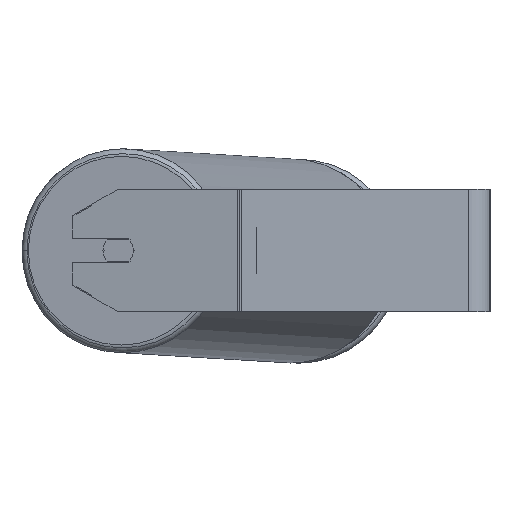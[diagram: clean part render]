
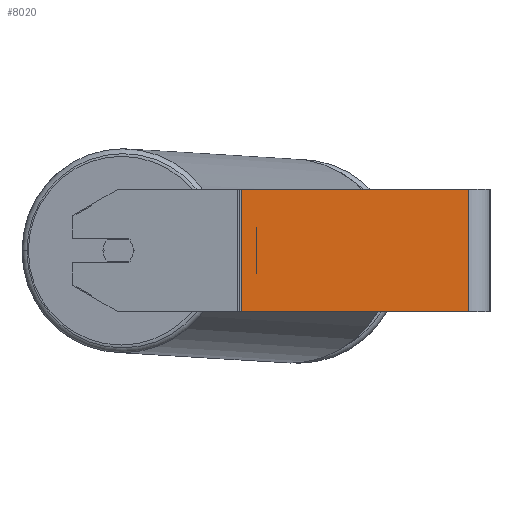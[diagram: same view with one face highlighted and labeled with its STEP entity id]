
A CAD part, left-side view. The second image highlights one B-rep face of the part: STEP entity #8020.
In plain terms, the highlighted planar face has unit normal (-1, 0, 0).
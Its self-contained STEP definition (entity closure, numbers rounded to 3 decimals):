
#329 = ORIENTED_EDGE ( 'NONE', *, *, #7375, .T. ) ;
#594 = ORIENTED_EDGE ( 'NONE', *, *, #1838, .F. ) ;
#597 = CARTESIAN_POINT ( 'NONE',  ( -1010., 163.415, 40. ) ) ;
#623 = VECTOR ( 'NONE', #8332, 1000. ) ;
#1234 = AXIS2_PLACEMENT_3D ( 'NONE', #597, #2014, #2581 ) ;
#1336 = VERTEX_POINT ( 'NONE', #6294 ) ;
#1383 = VERTEX_POINT ( 'NONE', #4344 ) ;
#1520 = VERTEX_POINT ( 'NONE', #3976 ) ;
#1537 = LINE ( 'NONE', #4215, #3825 ) ;
#1838 = EDGE_CURVE ( 'NONE', #1383, #1520, #1537, .T. ) ;
#2014 = DIRECTION ( 'NONE',  ( 1., 0., 0. ) ) ;
#2016 = DIRECTION ( 'NONE',  ( 0., 0., -1. ) ) ;
#2581 = DIRECTION ( 'NONE',  ( 0., 0., -1. ) ) ;
#2690 = EDGE_LOOP ( 'NONE', ( #4002, #594, #5531, #329 ) ) ;
#2984 = VERTEX_POINT ( 'NONE', #5993 ) ;
#3063 = VECTOR ( 'NONE', #2016, 1000. ) ;
#3825 = VECTOR ( 'NONE', #4088, 1000. ) ;
#3949 = CARTESIAN_POINT ( 'NONE',  ( -1010., 163.415, 40. ) ) ;
#3976 = CARTESIAN_POINT ( 'NONE',  ( -1010., 14., -40. ) ) ;
#4002 = ORIENTED_EDGE ( 'NONE', *, *, #4803, .T. ) ;
#4039 = DIRECTION ( 'NONE',  ( 0., -1., 0. ) ) ;
#4088 = DIRECTION ( 'NONE',  ( 0., 0., -1. ) ) ;
#4202 = LINE ( 'NONE', #6291, #623 ) ;
#4215 = CARTESIAN_POINT ( 'NONE',  ( -1010., 14., 40. ) ) ;
#4344 = CARTESIAN_POINT ( 'NONE',  ( -1010., 14., 40. ) ) ;
#4803 = EDGE_CURVE ( 'NONE', #2984, #1520, #4202, .T. ) ;
#5368 = FACE_OUTER_BOUND ( 'NONE', #2690, .T. ) ;
#5459 = CARTESIAN_POINT ( 'NONE',  ( -1010., 162.19, 40. ) ) ;
#5531 = ORIENTED_EDGE ( 'NONE', *, *, #7995, .F. ) ;
#5886 = VECTOR ( 'NONE', #4039, 1000. ) ;
#5993 = CARTESIAN_POINT ( 'NONE',  ( -1010., 162.19, -40. ) ) ;
#6291 = CARTESIAN_POINT ( 'NONE',  ( -1010., 163.415, -40. ) ) ;
#6294 = CARTESIAN_POINT ( 'NONE',  ( -1010., 162.19, 40. ) ) ;
#7375 = EDGE_CURVE ( 'NONE', #1336, #2984, #7525, .T. ) ;
#7384 = LINE ( 'NONE', #3949, #5886 ) ;
#7525 = LINE ( 'NONE', #5459, #3063 ) ;
#7995 = EDGE_CURVE ( 'NONE', #1336, #1383, #7384, .T. ) ;
#8020 = ADVANCED_FACE ( 'NONE', ( #5368 ), #8094, .F. ) ;
#8094 = PLANE ( 'NONE',  #1234 ) ;
#8332 = DIRECTION ( 'NONE',  ( 0., -1., 0. ) ) ;
